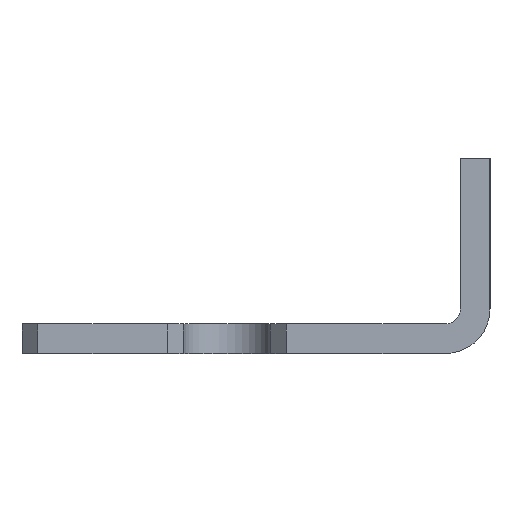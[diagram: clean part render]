
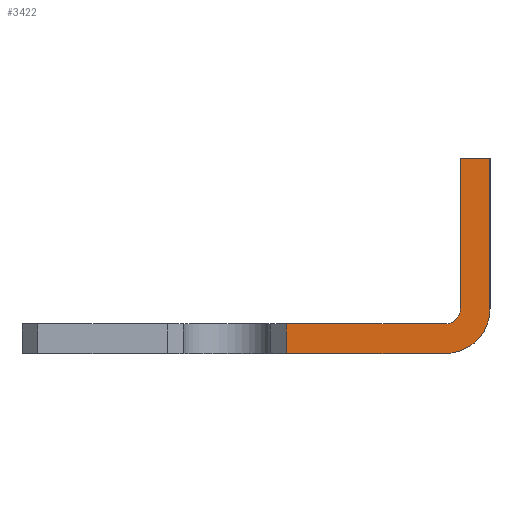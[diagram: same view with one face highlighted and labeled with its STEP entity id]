
A CAD part, left-side view. The second image highlights one B-rep face of the part: STEP entity #3422.
In plain terms, the highlighted planar face has unit normal (-1, 0, 0).
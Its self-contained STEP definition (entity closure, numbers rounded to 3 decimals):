
#21=PLANE('',#3649);
#152=LINE('',#5098,#431);
#153=LINE('',#5101,#432);
#154=LINE('',#5103,#433);
#155=LINE('',#5107,#434);
#156=LINE('',#5109,#435);
#157=LINE('',#5111,#436);
#431=VECTOR('',#4088,1000.);
#432=VECTOR('',#4089,1000.);
#433=VECTOR('',#4090,1000.);
#434=VECTOR('',#4093,1000.);
#435=VECTOR('',#4094,1000.);
#436=VECTOR('',#4095,1000.);
#740=ORIENTED_EDGE('',*,*,#1642,.F.);
#741=ORIENTED_EDGE('',*,*,#1643,.T.);
#742=ORIENTED_EDGE('',*,*,#1644,.T.);
#743=ORIENTED_EDGE('',*,*,#1645,.T.);
#744=ORIENTED_EDGE('',*,*,#1646,.F.);
#745=ORIENTED_EDGE('',*,*,#1647,.T.);
#746=ORIENTED_EDGE('',*,*,#1648,.T.);
#747=ORIENTED_EDGE('',*,*,#1649,.F.);
#1642=EDGE_CURVE('',#2093,#2094,#152,.T.);
#1643=EDGE_CURVE('',#2093,#2095,#153,.T.);
#1644=EDGE_CURVE('',#2095,#2096,#154,.T.);
#1645=EDGE_CURVE('',#2096,#2097,#2397,.T.);
#1646=EDGE_CURVE('',#2098,#2097,#155,.T.);
#1647=EDGE_CURVE('',#2098,#2099,#156,.T.);
#1648=EDGE_CURVE('',#2099,#2100,#157,.T.);
#1649=EDGE_CURVE('',#2094,#2100,#2398,.T.);
#2093=VERTEX_POINT('',#5099);
#2094=VERTEX_POINT('',#5100);
#2095=VERTEX_POINT('',#5102);
#2096=VERTEX_POINT('',#5104);
#2097=VERTEX_POINT('',#5106);
#2098=VERTEX_POINT('',#5108);
#2099=VERTEX_POINT('',#5110);
#2100=VERTEX_POINT('',#5112);
#2397=CIRCLE('',#3650,3.632);
#2398=CIRCLE('',#3651,1.219);
#2554=EDGE_LOOP('',(#740,#741,#742,#743,#744,#745,#746,#747));
#2945=FACE_BOUND('',#2554,.T.);
#3422=ADVANCED_FACE('',(#2945),#21,.F.);
#3649=AXIS2_PLACEMENT_3D('',#5097,#4086,#4087);
#3650=AXIS2_PLACEMENT_3D('',#5105,#4091,#4092);
#3651=AXIS2_PLACEMENT_3D('',#5113,#4096,#4097);
#4086=DIRECTION('',(1.,0.,0.));
#4087=DIRECTION('',(0.,0.,-1.));
#4088=DIRECTION('',(0.,-1.,0.));
#4089=DIRECTION('',(0.,0.,-1.));
#4090=DIRECTION('',(0.,-1.,0.));
#4091=DIRECTION('',(-1.,0.,0.));
#4092=DIRECTION('',(0.,0.,1.));
#4093=DIRECTION('',(0.,0.,-1.));
#4094=DIRECTION('',(0.,1.,0.));
#4095=DIRECTION('',(0.,0.,-1.));
#4096=DIRECTION('',(-1.,0.,0.));
#4097=DIRECTION('',(0.,-1.,0.));
#5097=CARTESIAN_POINT('',(-311.15,19.05,2.413));
#5098=CARTESIAN_POINT('',(-311.15,19.05,2.413));
#5099=CARTESIAN_POINT('',(-311.15,-2.477,2.413));
#5100=CARTESIAN_POINT('',(-311.15,-15.418,2.413));
#5101=CARTESIAN_POINT('',(-311.15,-2.477,2.413));
#5102=CARTESIAN_POINT('',(-311.15,-2.477,0.));
#5103=CARTESIAN_POINT('',(-311.15,19.05,0.));
#5104=CARTESIAN_POINT('',(-311.15,-15.418,0.));
#5105=CARTESIAN_POINT('',(-311.15,-15.418,3.632));
#5106=CARTESIAN_POINT('',(-311.15,-19.05,3.632));
#5107=CARTESIAN_POINT('',(-311.15,-19.05,2.171));
#5108=CARTESIAN_POINT('',(-311.15,-19.05,15.875));
#5109=CARTESIAN_POINT('',(-311.15,-19.05,15.875));
#5110=CARTESIAN_POINT('',(-311.15,-16.637,15.875));
#5111=CARTESIAN_POINT('',(-311.15,-16.637,2.171));
#5112=CARTESIAN_POINT('',(-311.15,-16.637,3.632));
#5113=CARTESIAN_POINT('',(-311.15,-15.418,3.632));
